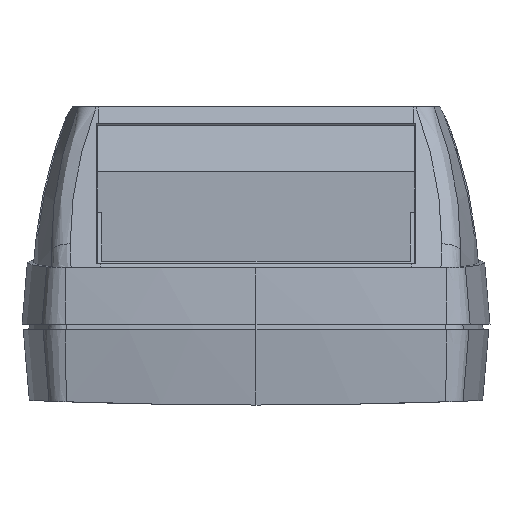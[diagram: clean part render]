
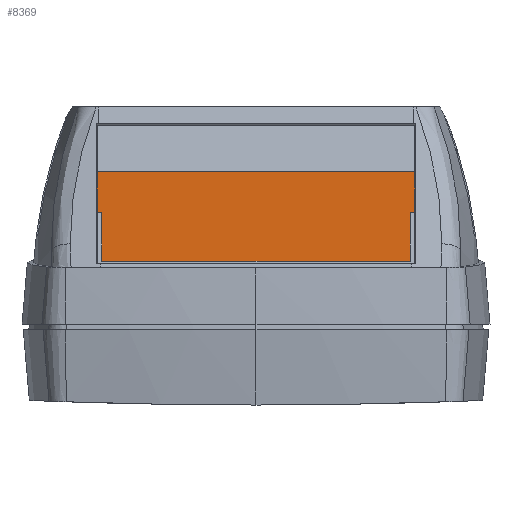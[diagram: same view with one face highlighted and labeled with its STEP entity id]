
A CAD part, left-side view. The second image highlights one B-rep face of the part: STEP entity #8369.
In plain terms, the highlighted face is planar.
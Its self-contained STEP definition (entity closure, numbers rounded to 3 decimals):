
#1033 = LINE ( 'NONE', #42264, #40222 ) ;
#1089 = VECTOR ( 'NONE', #10198, 1000. ) ;
#1268 = LINE ( 'NONE', #52346, #1089 ) ;
#1660 = VERTEX_POINT ( 'NONE', #22391 ) ;
#2710 = VERTEX_POINT ( 'NONE', #39354 ) ;
#4155 = VECTOR ( 'NONE', #27542, 1000. ) ;
#5854 = DIRECTION ( 'NONE',  ( -1., 0., 0. ) ) ;
#6661 = ORIENTED_EDGE ( 'NONE', *, *, #50476, .T. ) ;
#6830 = DIRECTION ( 'NONE',  ( -1., 0., 0. ) ) ;
#7793 = ORIENTED_EDGE ( 'NONE', *, *, #48251, .F. ) ;
#8369 = ADVANCED_FACE ( 'NONE', ( #30252 ), #15525, .F. ) ;
#9197 = LINE ( 'NONE', #43025, #26831 ) ;
#10175 = EDGE_CURVE ( 'NONE', #2710, #31860, #38777, .T. ) ;
#10198 = DIRECTION ( 'NONE',  ( -1., 0., 0. ) ) ;
#10275 = DIRECTION ( 'NONE',  ( 0.003, 0.342, 0.94 ) ) ;
#11077 = CARTESIAN_POINT ( 'NONE',  ( 28.5, 4.5, -10.81 ) ) ;
#11313 = VERTEX_POINT ( 'NONE', #28628 ) ;
#11433 = DIRECTION ( 'NONE',  ( 1., 0., 0. ) ) ;
#12370 = EDGE_CURVE ( 'NONE', #39963, #39881, #20973, .T. ) ;
#12986 = CARTESIAN_POINT ( 'NONE',  ( -28.5, 2., -17.679 ) ) ;
#15492 = EDGE_CURVE ( 'NONE', #1660, #29292, #54538, .T. ) ;
#15525 = PLANE ( 'NONE',  #20402 ) ;
#17605 = EDGE_CURVE ( 'NONE', #39881, #2710, #9197, .T. ) ;
#18430 = ORIENTED_EDGE ( 'NONE', *, *, #42447, .T. ) ;
#19120 = VECTOR ( 'NONE', #11433, 1000. ) ;
#20402 = AXIS2_PLACEMENT_3D ( 'NONE', #39198, #57987, #44119 ) ;
#20973 = LINE ( 'NONE', #48072, #19120 ) ;
#21025 = VECTOR ( 'NONE', #5854, 1000. ) ;
#21367 = EDGE_LOOP ( 'NONE', ( #36245, #7793, #6661, #37832, #58210, #18430, #25402, #48360 ) ) ;
#22391 = CARTESIAN_POINT ( 'NONE',  ( -27.7, 2., -17.679 ) ) ;
#22951 = CARTESIAN_POINT ( 'NONE',  ( -27.721, 4.443, -10.968 ) ) ;
#25402 = ORIENTED_EDGE ( 'NONE', *, *, #10175, .F. ) ;
#26831 = VECTOR ( 'NONE', #51660, 1000. ) ;
#27542 = DIRECTION ( 'NONE',  ( -0.003, 0.342, 0.94 ) ) ;
#27564 = EDGE_CURVE ( 'NONE', #11313, #1660, #50938, .T. ) ;
#28628 = CARTESIAN_POINT ( 'NONE',  ( -27.674, -1., -25.921 ) ) ;
#29292 = VERTEX_POINT ( 'NONE', #12986 ) ;
#30252 = FACE_OUTER_BOUND ( 'NONE', #21367, .T. ) ;
#31467 = CARTESIAN_POINT ( 'NONE',  ( 27.7, 2., -17.679 ) ) ;
#31860 = VERTEX_POINT ( 'NONE', #51032 ) ;
#32014 = CARTESIAN_POINT ( 'NONE',  ( 27.674, -1., -25.921 ) ) ;
#34840 = CARTESIAN_POINT ( 'NONE',  ( -27.7, 2., -17.679 ) ) ;
#36245 = ORIENTED_EDGE ( 'NONE', *, *, #12370, .F. ) ;
#36710 = VECTOR ( 'NONE', #43374, 1000. ) ;
#37832 = ORIENTED_EDGE ( 'NONE', *, *, #27564, .T. ) ;
#38431 = VECTOR ( 'NONE', #6830, 1000. ) ;
#38777 = LINE ( 'NONE', #11077, #21025 ) ;
#39194 = CARTESIAN_POINT ( 'NONE',  ( 28.5, 2., -17.679 ) ) ;
#39198 = CARTESIAN_POINT ( 'NONE',  ( 28.5, 4.5, -10.81 ) ) ;
#39354 = CARTESIAN_POINT ( 'NONE',  ( 28.5, 4.5, -10.81 ) ) ;
#39881 = VERTEX_POINT ( 'NONE', #39194 ) ;
#39963 = VERTEX_POINT ( 'NONE', #31467 ) ;
#40222 = VECTOR ( 'NONE', #10275, 1000. ) ;
#42264 = CARTESIAN_POINT ( 'NONE',  ( 27.674, -1., -25.921 ) ) ;
#42447 = EDGE_CURVE ( 'NONE', #29292, #31860, #52001, .T. ) ;
#42992 = VERTEX_POINT ( 'NONE', #32014 ) ;
#43025 = CARTESIAN_POINT ( 'NONE',  ( 28.5, 4.5, -10.81 ) ) ;
#43374 = DIRECTION ( 'NONE',  ( 0., 0.342, 0.94 ) ) ;
#44119 = DIRECTION ( 'NONE',  ( 0., -0.342, -0.94 ) ) ;
#48072 = CARTESIAN_POINT ( 'NONE',  ( 27.7, 2., -17.679 ) ) ;
#48251 = EDGE_CURVE ( 'NONE', #42992, #39963, #1033, .T. ) ;
#48360 = ORIENTED_EDGE ( 'NONE', *, *, #17605, .F. ) ;
#48616 = CARTESIAN_POINT ( 'NONE',  ( -28.5, 4.5, -10.81 ) ) ;
#50476 = EDGE_CURVE ( 'NONE', #42992, #11313, #1268, .T. ) ;
#50938 = LINE ( 'NONE', #22951, #4155 ) ;
#51032 = CARTESIAN_POINT ( 'NONE',  ( -28.5, 4.5, -10.81 ) ) ;
#51660 = DIRECTION ( 'NONE',  ( 0., 0.342, 0.94 ) ) ;
#52001 = LINE ( 'NONE', #48616, #36710 ) ;
#52346 = CARTESIAN_POINT ( 'NONE',  ( 28.5, -1., -25.921 ) ) ;
#54538 = LINE ( 'NONE', #34840, #38431 ) ;
#57987 = DIRECTION ( 'NONE',  ( 0., -0.94, 0.342 ) ) ;
#58210 = ORIENTED_EDGE ( 'NONE', *, *, #15492, .T. ) ;
